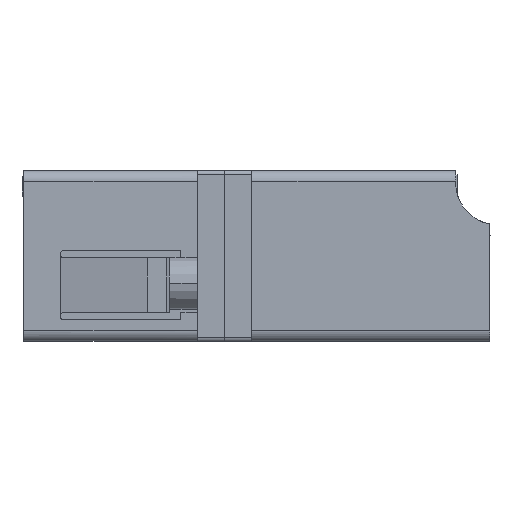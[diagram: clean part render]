
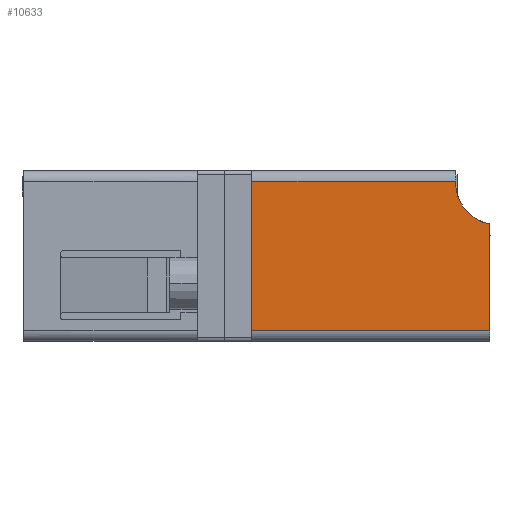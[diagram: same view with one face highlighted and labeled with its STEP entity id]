
A CAD part, front view. The second image highlights one B-rep face of the part: STEP entity #10633.
In plain terms, the highlighted planar face has unit normal (0, 1, 0).
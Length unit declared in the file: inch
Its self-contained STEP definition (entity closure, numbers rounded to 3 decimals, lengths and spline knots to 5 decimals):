
#3050 = CARTESIAN_POINT ( 'NONE',  ( 0.50039, -0.25295, 0.21745 ) ) ;
#3070 = DIRECTION ( 'NONE',  ( 0., 0., 1. ) ) ;
#3071 = VECTOR ( 'NONE', #3070, 39.37008 ) ;
#3072 = CARTESIAN_POINT ( 'NONE',  ( 0.50039, -0.25295, 0. ) ) ;
#3073 = LINE ( 'NONE', #3072, #3071 ) ;
#5856 = DIRECTION ( 'NONE',  ( 0., 0., -1. ) ) ;
#5857 = VECTOR ( 'NONE', #5856, 39.37008 ) ;
#5858 = CARTESIAN_POINT ( 'NONE',  ( 0.05906, -0.25295, 0. ) ) ;
#5878 = LINE ( 'NONE', #5858, #5857 ) ;
#6176 = CARTESIAN_POINT ( 'NONE',  ( 0.05906, -0.25295, -0.10236 ) ) ;
#6196 = CARTESIAN_POINT ( 'NONE',  ( 0.05906, -0.25295, 0.22047 ) ) ;
#6892 = CARTESIAN_POINT ( 'NONE',  ( 0.5748, -0.25295, 0.12835 ) ) ;
#6913 = DIRECTION ( 'NONE',  ( -1., 0., 0. ) ) ;
#6915 = VECTOR ( 'NONE', #6913, 39.37008 ) ;
#6924 = LINE ( 'NONE', #6930, #6915 ) ;
#6930 = CARTESIAN_POINT ( 'NONE',  ( 0.31693, -0.25295, -0.10236 ) ) ;
#6936 = CARTESIAN_POINT ( 'NONE',  ( 0.5748, -0.25295, -0.10236 ) ) ;
#7005 = CARTESIAN_POINT ( 'NONE',  ( 0.5748, -0.25295, 0. ) ) ;
#7006 = LINE ( 'NONE', #7005, #7010 ) ;
#7009 = DIRECTION ( 'NONE',  ( 0., 0., 1. ) ) ;
#7010 = VECTOR ( 'NONE', #7009, 39.37008 ) ;
#8911 = CARTESIAN_POINT ( 'NONE',  ( 0.50039, -0.25295, 0.22047 ) ) ;
#9313 = DIRECTION ( 'NONE',  ( 1., 0., 0. ) ) ;
#9314 = VECTOR ( 'NONE', #9313, 39.37008 ) ;
#9315 = CARTESIAN_POINT ( 'NONE',  ( 0., -0.25295, 0.22047 ) ) ;
#9316 = LINE ( 'NONE', #9315, #9314 ) ;
#10484 = EDGE_LOOP ( 'NONE', ( #10506, #10666, #10661, #10657, #10668, #10770 ) ) ;
#10506 = ORIENTED_EDGE ( 'NONE', *, *, #18187, .F. ) ;
#10633 = ADVANCED_FACE ( 'NONE', ( #13800 ), #13941, .T. ) ;
#10657 = ORIENTED_EDGE ( 'NONE', *, *, #19170, .T. ) ;
#10659 = EDGE_CURVE ( 'NONE', #16114, #18211, #13966, .T. ) ;
#10661 = ORIENTED_EDGE ( 'NONE', *, *, #17570, .F. ) ;
#10666 = ORIENTED_EDGE ( 'NONE', *, *, #18231, .T. ) ;
#10668 = ORIENTED_EDGE ( 'NONE', *, *, #16075, .F. ) ;
#10770 = ORIENTED_EDGE ( 'NONE', *, *, #10659, .T. ) ;
#13795 = AXIS2_PLACEMENT_3D ( 'NONE', #13804, #13803, #13939 ) ;
#13800 = FACE_OUTER_BOUND ( 'NONE', #10484, .T. ) ;
#13803 = DIRECTION ( 'NONE',  ( 0., 1., 0. ) ) ;
#13804 = CARTESIAN_POINT ( 'NONE',  ( 0., -0.25295, 0. ) ) ;
#13925 = CARTESIAN_POINT ( 'NONE',  ( 0.59094, -0.25295, 0.21745 ) ) ;
#13939 = DIRECTION ( 'NONE',  ( 0., 0., 1. ) ) ;
#13941 = PLANE ( 'NONE',  #13795 ) ;
#13961 = DIRECTION ( 'NONE',  ( 0., 0., 1. ) ) ;
#13962 = DIRECTION ( 'NONE',  ( 0., -1., 0. ) ) ;
#13963 = AXIS2_PLACEMENT_3D ( 'NONE', #13925, #13962, #13961 ) ;
#13966 = CIRCLE ( 'NONE', #13963, 0.09055 ) ;
#16075 = EDGE_CURVE ( 'NONE', #16114, #19114, #3073, .T. ) ;
#16114 = VERTEX_POINT ( 'NONE', #3050 ) ;
#17570 = EDGE_CURVE ( 'NONE', #17721, #17697, #5878, .T. ) ;
#17697 = VERTEX_POINT ( 'NONE', #6176 ) ;
#17721 = VERTEX_POINT ( 'NONE', #6196 ) ;
#18187 = EDGE_CURVE ( 'NONE', #18218, #18211, #7006, .T. ) ;
#18211 = VERTEX_POINT ( 'NONE', #6892 ) ;
#18218 = VERTEX_POINT ( 'NONE', #6936 ) ;
#18231 = EDGE_CURVE ( 'NONE', #18218, #17697, #6924, .T. ) ;
#19114 = VERTEX_POINT ( 'NONE', #8911 ) ;
#19170 = EDGE_CURVE ( 'NONE', #17721, #19114, #9316, .T. ) ;
